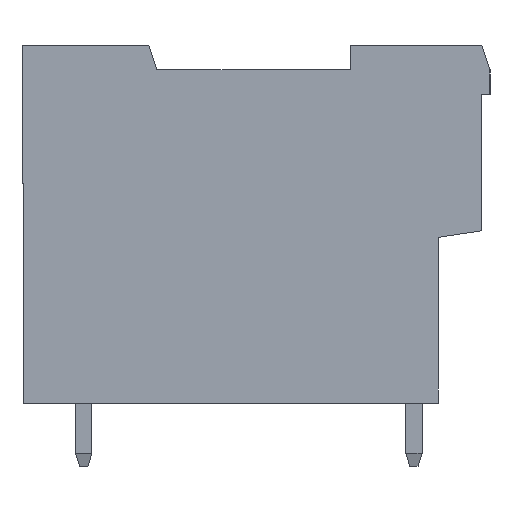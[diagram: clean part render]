
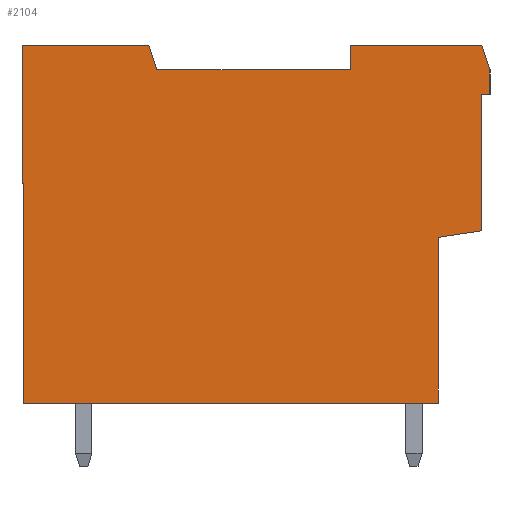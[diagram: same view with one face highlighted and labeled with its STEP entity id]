
A CAD part, left-side view. The second image highlights one B-rep face of the part: STEP entity #2104.
In plain terms, the highlighted planar face has unit normal (-1, 0, 0).
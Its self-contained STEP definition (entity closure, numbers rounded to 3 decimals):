
#2104 = ADVANCED_FACE( '', ( #4552 ), #4553, .T. );
#4552 = FACE_OUTER_BOUND( '', #7424, .T. );
#4553 = PLANE( '', #7425 );
#7424 = EDGE_LOOP( '', ( #13360, #13361, #13362, #13363, #13364, #13365, #13366, #13367, #13368, #13369, #13370, #13371, #13372, #13373, #13374 ) );
#7425 = AXIS2_PLACEMENT_3D( '', #13375, #13376, #13377 );
#13360 = ORIENTED_EDGE( '', *, *, #19889, .T. );
#13361 = ORIENTED_EDGE( '', *, *, #19288, .F. );
#13362 = ORIENTED_EDGE( '', *, *, #18027, .T. );
#13363 = ORIENTED_EDGE( '', *, *, #19526, .T. );
#13364 = ORIENTED_EDGE( '', *, *, #19890, .T. );
#13365 = ORIENTED_EDGE( '', *, *, #18806, .T. );
#13366 = ORIENTED_EDGE( '', *, *, #17704, .T. );
#13367 = ORIENTED_EDGE( '', *, *, #17861, .T. );
#13368 = ORIENTED_EDGE( '', *, *, #19891, .T. );
#13369 = ORIENTED_EDGE( '', *, *, #19566, .T. );
#13370 = ORIENTED_EDGE( '', *, *, #18773, .T. );
#13371 = ORIENTED_EDGE( '', *, *, #19642, .T. );
#13372 = ORIENTED_EDGE( '', *, *, #19808, .T. );
#13373 = ORIENTED_EDGE( '', *, *, #19892, .T. );
#13374 = ORIENTED_EDGE( '', *, *, #19893, .T. );
#13375 = CARTESIAN_POINT( '', ( -21.32, 0., 0. ) );
#13376 = DIRECTION( '', ( -1., 0., 0. ) );
#13377 = DIRECTION( '', ( 0., 0., 1. ) );
#17704 = EDGE_CURVE( '', #21349, #21350, #21351, .T. );
#17861 = EDGE_CURVE( '', #21350, #21624, #21625, .T. );
#18027 = EDGE_CURVE( '', #21924, #21922, #21925, .T. );
#18773 = EDGE_CURVE( '', #23161, #23159, #23162, .T. );
#18806 = EDGE_CURVE( '', #23216, #21349, #23217, .T. );
#19288 = EDGE_CURVE( '', #21924, #23952, #23955, .T. );
#19526 = EDGE_CURVE( '', #21922, #24292, #24294, .T. );
#19566 = EDGE_CURVE( '', #24351, #23161, #24352, .F. );
#19642 = EDGE_CURVE( '', #23159, #24464, #24466, .T. );
#19808 = EDGE_CURVE( '', #24464, #24703, #24705, .T. );
#19889 = EDGE_CURVE( '', #24810, #23952, #24811, .T. );
#19890 = EDGE_CURVE( '', #24292, #23216, #24812, .T. );
#19891 = EDGE_CURVE( '', #21624, #24351, #24813, .T. );
#19892 = EDGE_CURVE( '', #24703, #24814, #24815, .F. );
#19893 = EDGE_CURVE( '', #24814, #24810, #24816, .T. );
#21349 = VERTEX_POINT( '', #26656 );
#21350 = VERTEX_POINT( '', #26657 );
#21351 = LINE( '', #26658, #26659 );
#21624 = VERTEX_POINT( '', #27046 );
#21625 = LINE( '', #27047, #27048 );
#21922 = VERTEX_POINT( '', #27481 );
#21924 = VERTEX_POINT( '', #27484 );
#21925 = LINE( '', #27485, #27486 );
#23159 = VERTEX_POINT( '', #29281 );
#23161 = VERTEX_POINT( '', #29284 );
#23162 = LINE( '', #29285, #29286 );
#23216 = VERTEX_POINT( '', #29361 );
#23217 = LINE( '', #29362, #29363 );
#23952 = VERTEX_POINT( '', #30432 );
#23955 = LINE( '', #30437, #30438 );
#24292 = VERTEX_POINT( '', #30934 );
#24294 = LINE( '', #30937, #30938 );
#24351 = VERTEX_POINT( '', #31022 );
#24352 = LINE( '', #31023, #31024 );
#24464 = VERTEX_POINT( '', #31194 );
#24466 = LINE( '', #31197, #31198 );
#24703 = VERTEX_POINT( '', #31566 );
#24705 = LINE( '', #31569, #31570 );
#24810 = VERTEX_POINT( '', #31723 );
#24811 = LINE( '', #31724, #31725 );
#24812 = LINE( '', #31726, #31727 );
#24813 = LINE( '', #31728, #31729 );
#24814 = VERTEX_POINT( '', #31730 );
#24815 = LINE( '', #31731, #31732 );
#24816 = LINE( '', #31733, #31734 );
#26656 = CARTESIAN_POINT( '', ( -21.32, -14.05, -0.4 ) );
#26657 = CARTESIAN_POINT( '', ( -21.32, -14.05, 8. ) );
#26658 = CARTESIAN_POINT( '', ( -21.32, -14.05, 8. ) );
#26659 = VECTOR( '', #33718, 1000. );
#27046 = CARTESIAN_POINT( '', ( -21.32, -14.55, 8. ) );
#27047 = CARTESIAN_POINT( '', ( -21.32, -14.55, 8. ) );
#27048 = VECTOR( '', #33866, 1000. );
#27481 = CARTESIAN_POINT( '', ( -21.32, 14.15, -11. ) );
#27484 = CARTESIAN_POINT( '', ( -21.32, 14.15, 2.5 ) );
#27485 = CARTESIAN_POINT( '', ( -21.32, 14.15, 2.5 ) );
#27486 = VECTOR( '', #34019, 1000. );
#29281 = CARTESIAN_POINT( '', ( -21.32, -5.95, 11. ) );
#29284 = CARTESIAN_POINT( '', ( -21.32, -14.05, 11. ) );
#29285 = CARTESIAN_POINT( '', ( -21.32, -14.55, 11. ) );
#29286 = VECTOR( '', #34705, 1000. );
#29361 = CARTESIAN_POINT( '', ( -21.32, -11.37, -0.8 ) );
#29362 = CARTESIAN_POINT( '', ( -21.32, -11.37, -0.8 ) );
#29363 = VECTOR( '', #34745, 1000. );
#30432 = CARTESIAN_POINT( '', ( -21.32, 14.25, 2.5 ) );
#30437 = CARTESIAN_POINT( '', ( -21.32, 14.15, 2.5 ) );
#30438 = VECTOR( '', #35184, 1000. );
#30934 = CARTESIAN_POINT( '', ( -21.32, -11.37, -11. ) );
#30937 = CARTESIAN_POINT( '', ( -21.32, 14.25, -11. ) );
#30938 = VECTOR( '', #35387, 1000. );
#31022 = CARTESIAN_POINT( '', ( -21.32, -14.55, 9.5 ) );
#31023 = CARTESIAN_POINT( '', ( -21.32, -15.945, 5.315 ) );
#31024 = VECTOR( '', #35418, 1000. );
#31194 = CARTESIAN_POINT( '', ( -21.32, -5.95, 9.5 ) );
#31197 = CARTESIAN_POINT( '', ( -21.32, -5.95, 11. ) );
#31198 = VECTOR( '', #35478, 1000. );
#31566 = CARTESIAN_POINT( '', ( -21.32, 5.95, 9.5 ) );
#31569 = CARTESIAN_POINT( '', ( -21.32, -5.95, 9.5 ) );
#31570 = VECTOR( '', #35626, 1000. );
#31723 = CARTESIAN_POINT( '', ( -21.32, 14.25, 11. ) );
#31724 = CARTESIAN_POINT( '', ( -21.32, 14.25, 11. ) );
#31725 = VECTOR( '', #35684, 1000. );
#31726 = CARTESIAN_POINT( '', ( -21.32, -11.37, -11. ) );
#31727 = VECTOR( '', #35685, 1000. );
#31728 = CARTESIAN_POINT( '', ( -21.32, -14.55, 8. ) );
#31729 = VECTOR( '', #35686, 1000. );
#31730 = CARTESIAN_POINT( '', ( -21.32, 6.45, 11. ) );
#31731 = CARTESIAN_POINT( '', ( -21.32, 2.505, -0.835 ) );
#31732 = VECTOR( '', #35687, 1000. );
#31733 = CARTESIAN_POINT( '', ( -21.32, 5.95, 11. ) );
#31734 = VECTOR( '', #35688, 1000. );
#33718 = DIRECTION( '', ( 0., 0., 1. ) );
#33866 = DIRECTION( '', ( 0., -1., 0. ) );
#34019 = DIRECTION( '', ( 0., 0., -1. ) );
#34705 = DIRECTION( '', ( 0., 1., 0. ) );
#34745 = DIRECTION( '', ( 0., -0.989, 0.148 ) );
#35184 = DIRECTION( '', ( 0., 1., 0. ) );
#35387 = DIRECTION( '', ( 0., -1., 0. ) );
#35418 = DIRECTION( '', ( 0., -0.316, -0.949 ) );
#35478 = DIRECTION( '', ( 0., 0., -1. ) );
#35626 = DIRECTION( '', ( 0., 1., 0. ) );
#35684 = DIRECTION( '', ( 0., 0., -1. ) );
#35685 = DIRECTION( '', ( 0., 0., 1. ) );
#35686 = DIRECTION( '', ( 0., 0., 1. ) );
#35687 = DIRECTION( '', ( 0., -0.316, -0.949 ) );
#35688 = DIRECTION( '', ( 0., 1., 0. ) );
